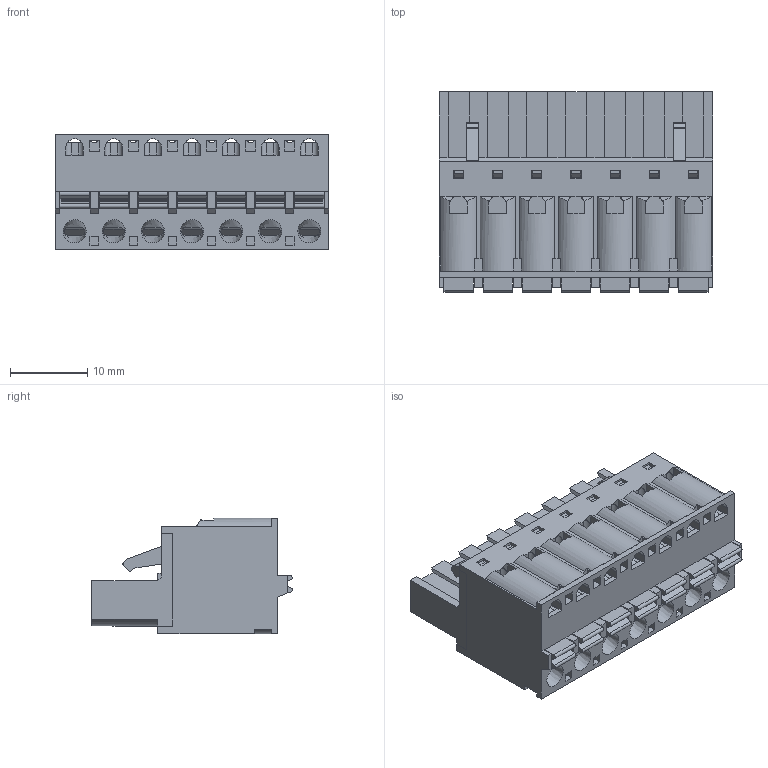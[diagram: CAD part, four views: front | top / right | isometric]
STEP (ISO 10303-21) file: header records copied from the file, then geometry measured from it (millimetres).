
FILE_DESCRIPTION(/* description */ ('Unknown'),/* implementation_level */ '2;1');
FILE_NAME(/* name */ '691353500007',/* time_stamp */ '2022-01-18T15:35:43+01:00',/* author */ ('Unknown'),/* organization */ ('Unknown'),/* preprocessor_version */ 'ST-DEVELOPER v16.7',/* originating_system */ 'Solid Edge',/* authorisation */ 'Unknown');
FILE_SCHEMA (('AUTOMOTIVE_DESIGN {1 0 10303 214 3 1 1}'));
Length unit declared in the file: millimetre
Products named in the file (6): 6913535000xx; 691353500007; 691353500007_BAS; 6913535000xx_LANGUETTE; 6913535000xx_PIN; 6913535000xx_BOUTON
Assembly tree (23 placements, depth 2):
  6913535000xx
    691353500007
    691353500007_BAS
    6913535000xx_LANGUETTE  x7
    6913535000xx_PIN  x7
    6913535000xx_BOUTON  x7
Bounding box: 35.56 x 26.05 x 15 mm (x, y, z)
Volume: 5636 mm3; surface area: 14226.1 mm2
Topology: 23 solids, 23 shells, 1929 faces, 5502 edges, 3587 vertices
Faces by surface type: plane 1494, cylinder 407, bspline 21, cone 7
Full cylindrical faces by diameter (mm): 1.5 x7, 3 x7
Entity records: 35778 total; most frequent: CARTESIAN_POINT 7171, ORIENTED_EDGE 6120, DIRECTION 5569, EDGE_CURVE 3060, LINE 2651, VECTOR 2651, VERTEX_POINT 2013, AXIS2_PLACEMENT_3D 1459
